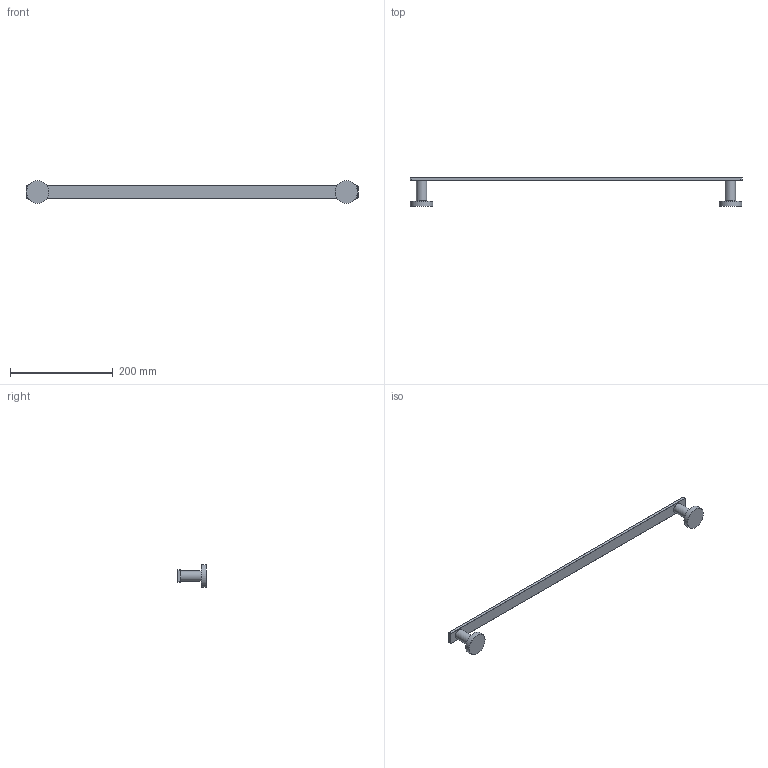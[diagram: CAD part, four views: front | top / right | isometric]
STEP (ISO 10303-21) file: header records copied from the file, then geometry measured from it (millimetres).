
FILE_DESCRIPTION(/* description */ (''),/* implementation_level */ '2;1');
FILE_NAME(/* name */ 'PX5 3D.stp',/* time_stamp */ '2017-08-22T15:55:56-04:00',/* author */ ('simono'),/* organization */ (''),/* preprocessor_version */ 'ST-DEVELOPER v15.6',/* originating_system */ 'Autodesk Inventor 2015',/* authorisation */ '');
FILE_SCHEMA (('AUTOMOTIVE_DESIGN { 1 0 10303 214 3 1 1 }'));
Length unit declared in the file: millimetre
Products named in the file (1): PX5 3D
Bounding box: 645 x 56 x 44 mm (x, y, z)
Volume: 148364.7 mm3; surface area: 51253 mm2
Topology: 1 solids, 1 shells, 42 faces, 84 edges, 48 vertices
Faces by surface type: cylinder 16, torus 16, plane 10
Full cylindrical faces by diameter (mm): 20 x2, 44 x2
Entity records: 1118 total; most frequent: DIRECTION 206, CARTESIAN_POINT 163, ORIENTED_EDGE 144, AXIS2_PLACEMENT_3D 91, EDGE_CURVE 72, EDGE_LOOP 58, CIRCLE 48, VERTEX_POINT 48
